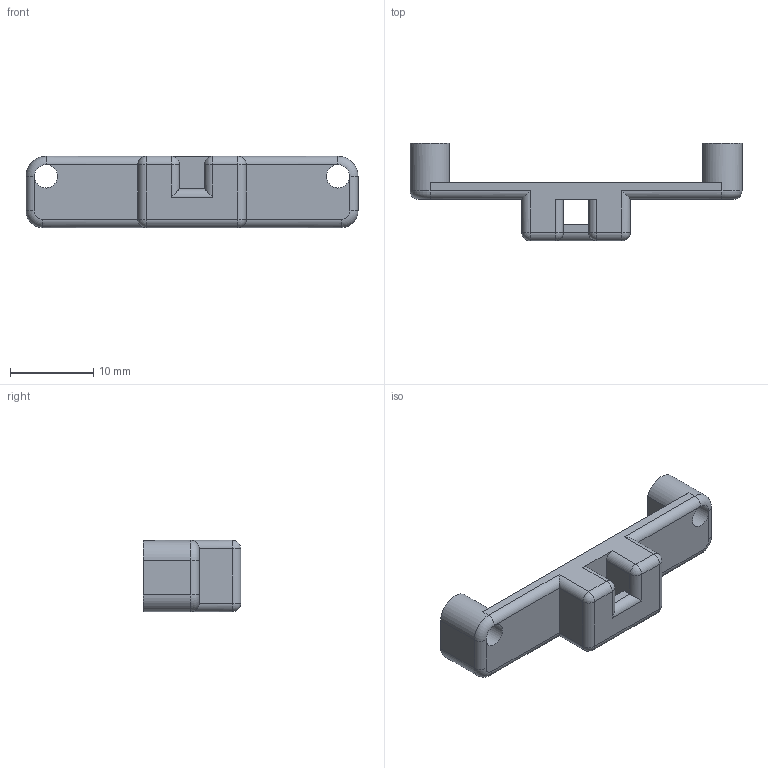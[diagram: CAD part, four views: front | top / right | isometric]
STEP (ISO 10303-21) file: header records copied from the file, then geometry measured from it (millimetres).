
FILE_DESCRIPTION(/* description */ ('STEP AP242','CAx-IF Rec.Pracs.---Representation and Presentation of Product Manufacturing Information (PMI)---4.0---2014-10-13','CAx-IF Rec.Pracs.---3D Tessellated Geometry---0.4---2014-09-14','2;1'),/* implementation_level */ '2;1');
FILE_NAME(/* name */ '64fe680f650a1276b65c4246',/* time_stamp */ '2023-09-11T01:06:23Z',/* author */ (''),/* organization */ (''),/* preprocessor_version */ 'ST-DEVELOPER v19.4',/* originating_system */ ' ',/* authorisation */ ' ');
FILE_SCHEMA (('AP242_MANAGED_MODEL_BASED_3D_ENGINEERING_MIM_LF { 1 0 10303 442 1 1 4 }'));
Length unit declared in the file: metre
Products named in the file (1): Part 1
Bounding box: 39.8 x 11.7 x 8.55 mm (x, y, z)
Volume: 1359.4 mm3; surface area: 1398.1 mm2
Topology: 1 solids, 1 shells, 58 faces, 146 edges, 80 vertices
Faces by surface type: cylinder 29, plane 19, sphere 6, torus 4
Full cylindrical faces by diameter (mm): 2.8 x2
Entity records: 1666 total; most frequent: DIRECTION 310, CARTESIAN_POINT 273, ORIENTED_EDGE 272, EDGE_CURVE 136, AXIS2_PLACEMENT_3D 115, LINE 80, VECTOR 80, VERTEX_POINT 78
